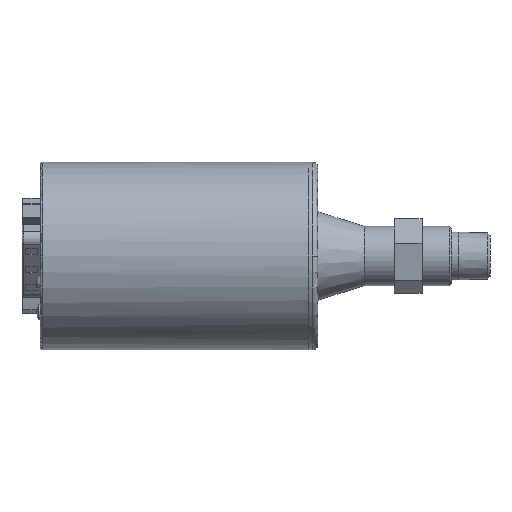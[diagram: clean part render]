
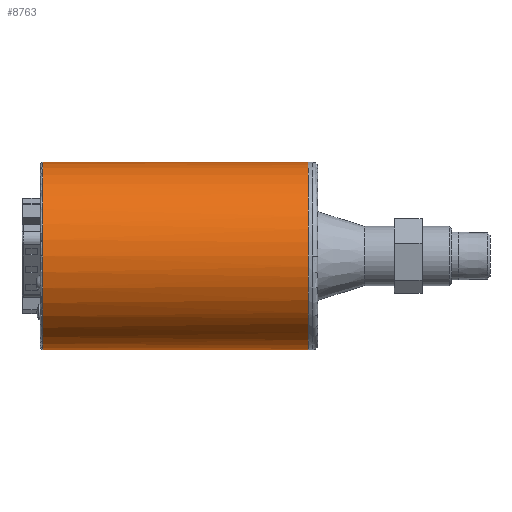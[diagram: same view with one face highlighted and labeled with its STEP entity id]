
A CAD part, left-side view. The second image highlights one B-rep face of the part: STEP entity #8763.
In plain terms, the highlighted cylindrical face has radius 20.1 mm (diameter 40.2 mm), a partial arc.
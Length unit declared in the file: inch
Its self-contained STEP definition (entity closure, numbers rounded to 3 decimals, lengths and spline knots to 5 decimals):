
#121 = ORIENTED_EDGE ( 'NONE', *, *, #9134, .T. ) ;
#139 = VERTEX_POINT ( 'NONE', #7944 ) ;
#179 = DIRECTION ( 'NONE',  ( 0., 0., 1. ) ) ;
#351 = CARTESIAN_POINT ( 'NONE',  ( -0.79134, -0.49261, 0. ) ) ;
#422 = AXIS2_PLACEMENT_3D ( 'NONE', #1278, #3631, #9267 ) ;
#443 = EDGE_CURVE ( 'NONE', #7833, #139, #2127, .T. ) ;
#586 = CARTESIAN_POINT ( 'NONE',  ( -0.79134, -0.49261, 0. ) ) ;
#668 = CARTESIAN_POINT ( 'NONE',  ( -0.79134, -0.49261, 0. ) ) ;
#728 = VERTEX_POINT ( 'NONE', #586 ) ;
#822 = CARTESIAN_POINT ( 'NONE',  ( -0.55276, -0.49261, 0.56923 ) ) ;
#1028 = ORIENTED_EDGE ( 'NONE', *, *, #4173, .F. ) ;
#1195 = ORIENTED_EDGE ( 'NONE', *, *, #9428, .T. ) ;
#1278 = CARTESIAN_POINT ( 'NONE',  ( -0.00001, 1.75197, 0.00002 ) ) ;
#1473 = VERTEX_POINT ( 'NONE', #9341 ) ;
#1692 = CARTESIAN_POINT ( 'NONE',  ( -0.00001, -0.49261, 0.79135 ) ) ;
#1759 = CYLINDRICAL_SURFACE ( 'NONE', #3241, 0.79134 ) ;
#1809 = DIRECTION ( 'NONE',  ( 0., 0., 1. ) ) ;
#2127 = CIRCLE ( 'NONE', #5690, 0.79134 ) ;
#2275 = CARTESIAN_POINT ( 'NONE',  ( -0.6292, -0.49261, -0.47992 ) ) ;
#2334 = CARTESIAN_POINT ( 'NONE',  ( -0.35719, -0.49261, 0.71214 ) ) ;
#2475 = CARTESIAN_POINT ( 'NONE',  ( -0.77722, -0.49261, -0.17187 ) ) ;
#2485 = ORIENTED_EDGE ( 'NONE', *, *, #6357, .T. ) ;
#2586 = B_SPLINE_CURVE_WITH_KNOTS ( 'NONE', 3,
 ( #668, #10439, #7924, #6454, #9452, #3056, #4654, #9654, #822, #9610 ),
 .UNSPECIFIED., .F., .F.,
 ( 4, 2, 2, 2, 4 ),
 ( 0., 0.25, 0.5, 0.75, 1. ),
 .UNSPECIFIED. ) ;
#3029 = B_SPLINE_CURVE_WITH_KNOTS ( 'NONE', 3,
 ( #9924, #4077, #3286, #2475, #5716, #351 ),
 .UNSPECIFIED., .F., .F.,
 ( 4, 2, 4 ),
 ( 0., 0.5, 1. ),
 .UNSPECIFIED. ) ;
#3056 = CARTESIAN_POINT ( 'NONE',  ( -0.69289, -0.49261, 0.3866 ) ) ;
#3241 = AXIS2_PLACEMENT_3D ( 'NONE', #9062, #5745, #1809 ) ;
#3286 = CARTESIAN_POINT ( 'NONE',  ( -0.72221, -0.49261, -0.33471 ) ) ;
#3612 = CARTESIAN_POINT ( 'NONE',  ( -0.00001, 1.69291, 0.79136 ) ) ;
#3631 = DIRECTION ( 'NONE',  ( 0., -1., 0. ) ) ;
#3644 = CIRCLE ( 'NONE', #422, 0.79134 ) ;
#3959 = VERTEX_POINT ( 'NONE', #5819 ) ;
#4020 = CARTESIAN_POINT ( 'NONE',  ( -0.50867, -0.49261, 0.60621 ) ) ;
#4077 = CARTESIAN_POINT ( 'NONE',  ( -0.68132, -0.49261, -0.41159 ) ) ;
#4104 = DIRECTION ( 'NONE',  ( 0., -1., 0. ) ) ;
#4173 = EDGE_CURVE ( 'NONE', #7371, #3959, #5491, .T. ) ;
#4654 = CARTESIAN_POINT ( 'NONE',  ( -0.66286, -0.49261, 0.43609 ) ) ;
#4740 = ORIENTED_EDGE ( 'NONE', *, *, #7126, .T. ) ;
#4755 = DIRECTION ( 'NONE',  ( 0., 1., 0. ) ) ;
#4830 = CARTESIAN_POINT ( 'NONE',  ( -0.00001, -0.49261, -0.79133 ) ) ;
#4847 = EDGE_CURVE ( 'NONE', #1473, #728, #3029, .T. ) ;
#5138 = DIRECTION ( 'NONE',  ( 0., 1., 0. ) ) ;
#5149 = EDGE_CURVE ( 'NONE', #139, #3959, #3644, .T. ) ;
#5167 = CARTESIAN_POINT ( 'NONE',  ( -0.00001, 1.75197, 0.79136 ) ) ;
#5365 = VERTEX_POINT ( 'NONE', #9847 ) ;
#5491 = LINE ( 'NONE', #10226, #7363 ) ;
#5535 = B_SPLINE_CURVE_WITH_KNOTS ( 'NONE', 3,
 ( #8795, #9586, #2334, #8003, #8267, #1692 ),
 .UNSPECIFIED., .F., .F.,
 ( 4, 2, 4 ),
 ( 0., 0.5, 1. ),
 .UNSPECIFIED. ) ;
#5690 = AXIS2_PLACEMENT_3D ( 'NONE', #8118, #4104, #179 ) ;
#5716 = CARTESIAN_POINT ( 'NONE',  ( -0.79135, -0.49261, -0.08594 ) ) ;
#5745 = DIRECTION ( 'NONE',  ( 0., 1., 0. ) ) ;
#5788 = EDGE_LOOP ( 'NONE', ( #1028, #2485, #7828, #1195, #121, #4740, #8793, #10413 ) ) ;
#5819 = CARTESIAN_POINT ( 'NONE',  ( -0.00001, 1.75197, -0.79132 ) ) ;
#5897 = FACE_OUTER_BOUND ( 'NONE', #5788, .T. ) ;
#6158 = VECTOR ( 'NONE', #5138, 39.37008 ) ;
#6315 = CARTESIAN_POINT ( 'NONE',  ( -0.06063, -0.49261, -0.79132 ) ) ;
#6357 = EDGE_CURVE ( 'NONE', #7371, #1473, #7991, .T. ) ;
#6454 = CARTESIAN_POINT ( 'NONE',  ( -0.76014, -0.49261, 0.22747 ) ) ;
#6474 = CARTESIAN_POINT ( 'NONE',  ( -0.2967, -0.49261, -0.7361 ) ) ;
#7126 = EDGE_CURVE ( 'NONE', #5365, #7833, #9199, .T. ) ;
#7363 = VECTOR ( 'NONE', #4755, 39.37008 ) ;
#7371 = VERTEX_POINT ( 'NONE', #9040 ) ;
#7828 = ORIENTED_EDGE ( 'NONE', *, *, #4847, .T. ) ;
#7833 = VERTEX_POINT ( 'NONE', #5167 ) ;
#7892 = CARTESIAN_POINT ( 'NONE',  ( -0.55011, -0.49261, -0.57207 ) ) ;
#7924 = CARTESIAN_POINT ( 'NONE',  ( -0.78505, -0.49261, 0.1151 ) ) ;
#7944 = CARTESIAN_POINT ( 'NONE',  ( -0.79135, 1.75197, 0.00002 ) ) ;
#7991 = B_SPLINE_CURVE_WITH_KNOTS ( 'NONE', 3,
 ( #4830, #6315, #8845, #8052, #6474, #10250, #8683, #7892, #9525, #2275 ),
 .UNSPECIFIED., .F., .F.,
 ( 4, 2, 2, 2, 4 ),
 ( 0., 0.25, 0.5, 0.75, 1. ),
 .UNSPECIFIED. ) ;
#8003 = CARTESIAN_POINT ( 'NONE',  ( -0.18414, -0.49261, 0.77512 ) ) ;
#8052 = CARTESIAN_POINT ( 'NONE',  ( -0.23928, -0.49261, -0.75672 ) ) ;
#8118 = CARTESIAN_POINT ( 'NONE',  ( -0.00001, 1.75197, 0.00002 ) ) ;
#8231 = VERTEX_POINT ( 'NONE', #4020 ) ;
#8267 = CARTESIAN_POINT ( 'NONE',  ( -0.09209, -0.49261, 0.79136 ) ) ;
#8683 = CARTESIAN_POINT ( 'NONE',  ( -0.45657, -0.49261, -0.64917 ) ) ;
#8763 = ADVANCED_FACE ( 'NONE', ( #5897 ), #1759, .T. ) ;
#8793 = ORIENTED_EDGE ( 'NONE', *, *, #443, .T. ) ;
#8795 = CARTESIAN_POINT ( 'NONE',  ( -0.50867, -0.49261, 0.60621 ) ) ;
#8845 = CARTESIAN_POINT ( 'NONE',  ( -0.12124, -0.49261, -0.78433 ) ) ;
#9040 = CARTESIAN_POINT ( 'NONE',  ( -0.00001, -0.49261, -0.79133 ) ) ;
#9062 = CARTESIAN_POINT ( 'NONE',  ( -0.00001, 1.69291, 0.00002 ) ) ;
#9134 = EDGE_CURVE ( 'NONE', #8231, #5365, #5535, .T. ) ;
#9199 = LINE ( 'NONE', #3612, #6158 ) ;
#9267 = DIRECTION ( 'NONE',  ( 0., 0., 1. ) ) ;
#9341 = CARTESIAN_POINT ( 'NONE',  ( -0.6292, -0.49261, -0.47992 ) ) ;
#9428 = EDGE_CURVE ( 'NONE', #728, #8231, #2586, .T. ) ;
#9452 = CARTESIAN_POINT ( 'NONE',  ( -0.74153, -0.49261, 0.28229 ) ) ;
#9525 = CARTESIAN_POINT ( 'NONE',  ( -0.59244, -0.49261, -0.52812 ) ) ;
#9586 = CARTESIAN_POINT ( 'NONE',  ( -0.43814, -0.49261, 0.6654 ) ) ;
#9610 = CARTESIAN_POINT ( 'NONE',  ( -0.50867, -0.49261, 0.60621 ) ) ;
#9654 = CARTESIAN_POINT ( 'NONE',  ( -0.59279, -0.49261, 0.52741 ) ) ;
#9847 = CARTESIAN_POINT ( 'NONE',  ( -0.00001, -0.49261, 0.79135 ) ) ;
#9924 = CARTESIAN_POINT ( 'NONE',  ( -0.6292, -0.49261, -0.47992 ) ) ;
#10226 = CARTESIAN_POINT ( 'NONE',  ( -0.00001, 1.69291, -0.79132 ) ) ;
#10250 = CARTESIAN_POINT ( 'NONE',  ( -0.40535, -0.49261, -0.68233 ) ) ;
#10413 = ORIENTED_EDGE ( 'NONE', *, *, #5149, .T. ) ;
#10439 = CARTESIAN_POINT ( 'NONE',  ( -0.79135, -0.49261, 0.05755 ) ) ;
